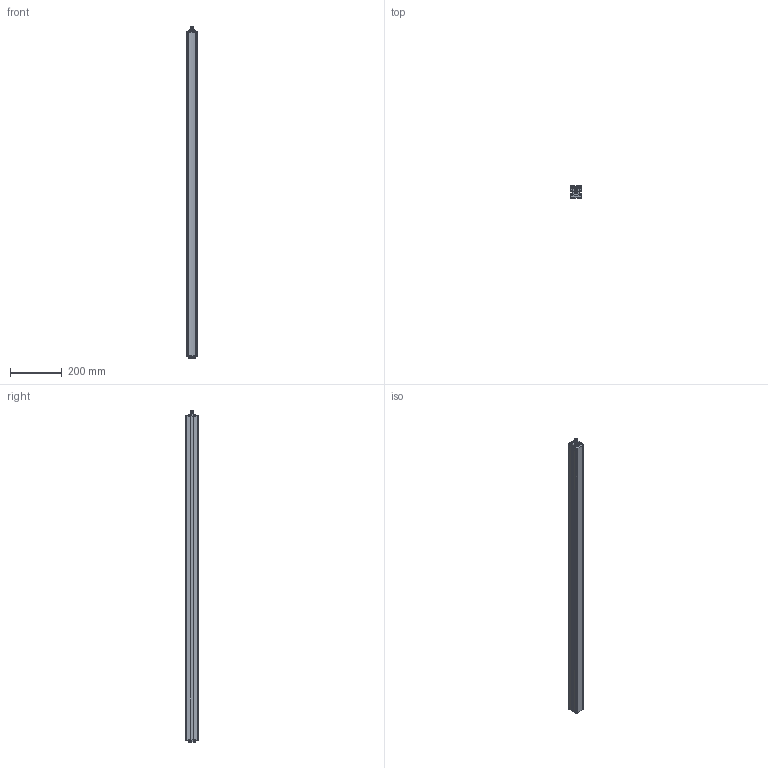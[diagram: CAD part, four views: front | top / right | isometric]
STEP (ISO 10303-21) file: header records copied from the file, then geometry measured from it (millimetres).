
FILE_DESCRIPTION (( 'STEP AP214' ), '1' );
FILE_NAME ('YBB-30K4-1200-G012_5PIN.STEP', '2020-06-10T14:25:14', ( '' ), ( '' ), 'SwSTEP 2.0', 'SolidWorks 2019', '' );
FILE_SCHEMA (( 'AUTOMOTIVE_DESIGN' ));
Length unit declared in the file: inch
Products named in the file (1): YBB-30K4-1200-G012_5PIN
Bounding box: 42 x 48 x 1283.02 mm (x, y, z)
Volume: 2109612.3 mm3; surface area: 365704.4 mm2
Topology: 1 solids, 5 shells, 521 faces, 1319 edges, 840 vertices
Faces by surface type: bspline 180, cylinder 152, plane 117, torus 44, cone 15, sphere 13
Full cylindrical faces by diameter (mm): 1 x5, 3.019 x8, 3.048 x8, 5.5 x8, 6 x12, 8.499 x1, 10.5 x1, 12 x1
Entity records: 26845 total; most frequent: CARTESIAN_POINT 9225, ORIENTED_EDGE 2384, DIRECTION 1814, EDGE_CURVE 1192, VERTEX_POINT 795, AXIS2_PLACEMENT_3D 672, EDGE_LOOP 635, FACE_OUTER_BOUND 590
